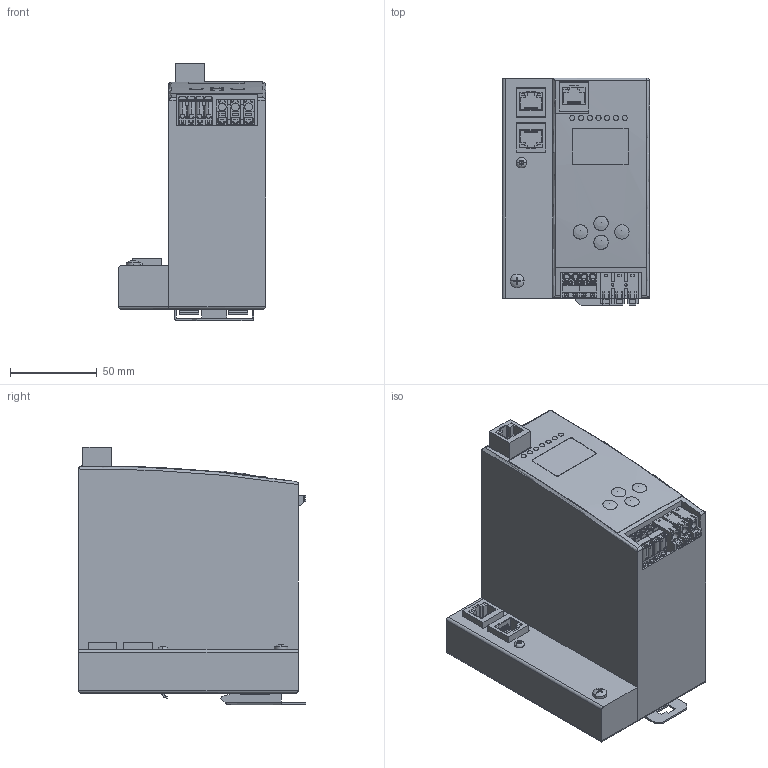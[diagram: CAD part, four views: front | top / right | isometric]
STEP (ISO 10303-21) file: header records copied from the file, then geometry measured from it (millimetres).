
FILE_DESCRIPTION(/* description */ ('Alibre Inc.'),/* implementation_level */ '2;1');
FILE_NAME(/* name */ 'export-B08C84B6-18D4-4DE5-9243-1C06E2D16A81',/* time_stamp */ '2021-07-19T10:19:23+02:00',/* author */ (''),/* organization */ (''),/* preprocessor_version */ 'ST-DEVELOPER v17',/* originating_system */ 'Alibre',/* authorisation */ '');
FILE_SCHEMA (('AUTOMOTIVE_DESIGN'));
Length unit declared in the file: centimetre
Products named in the file (26): ID_1; 1043840000
Bounding box: 85 x 131.52 x 148.7 mm (x, y, z)
Volume: 1006962.3 mm3; surface area: 114843.4 mm2
Topology: 28 solids, 97 shells, 2515 faces, 6675 edges, 4423 vertices
Faces by surface type: plane 1727, bspline 412, cylinder 334, cone 22, torus 12, sphere 8
Full cylindrical faces by diameter (mm): 2.459 x1, 3 x7, 3.242 x1
Entity records: 68398 total; most frequent: CARTESIAN_POINT 26327, ORIENTED_EDGE 9218, DIRECTION 6246, EDGE_CURVE 4609, VECTOR 3459, LINE 3459, VERTEX_POINT 3065, AXIS2_PLACEMENT_3D 1983
